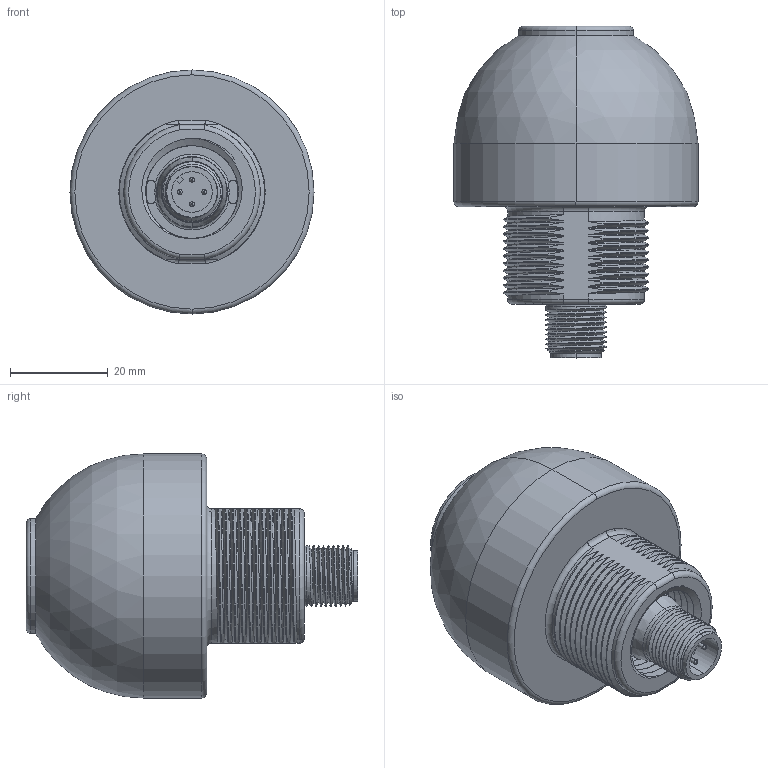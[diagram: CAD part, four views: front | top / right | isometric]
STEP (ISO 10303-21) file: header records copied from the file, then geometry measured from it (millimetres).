
FILE_DESCRIPTION((''),'2;1');
FILE_NAME('144868_SW','2009-03-26T',('banengservice'),('BANNER ENGINEERING'),'PRO/ENGINEER BY PARAMETRIC TECHNOLOGY CORPORATION, 2006170','PRO/ENGINEER BY PARAMETRIC TECHNOLOGY CORPORATION, 2006170','');
FILE_SCHEMA(('CONFIG_CONTROL_DESIGN'));
Length unit declared in the file: inch
Products named in the file (1): 144868_SW
Bounding box: 50 x 68 x 50 mm (x, y, z)
Volume: 30174.5 mm3; surface area: 23505.3 mm2
Topology: 1 solids, 2 shells, 434 faces, 1057 edges, 662 vertices
Faces by surface type: cylinder 171, bspline 113, plane 78, torus 30, cone 26, sphere 16
Entity records: 24945 total; most frequent: CARTESIAN_POINT 15358, ORIENTED_EDGE 2114, DIRECTION 1802, EDGE_CURVE 1057, AXIS2_PLACEMENT_3D 733, VERTEX_POINT 662, EDGE_LOOP 473, FACE_OUTER_BOUND 434
